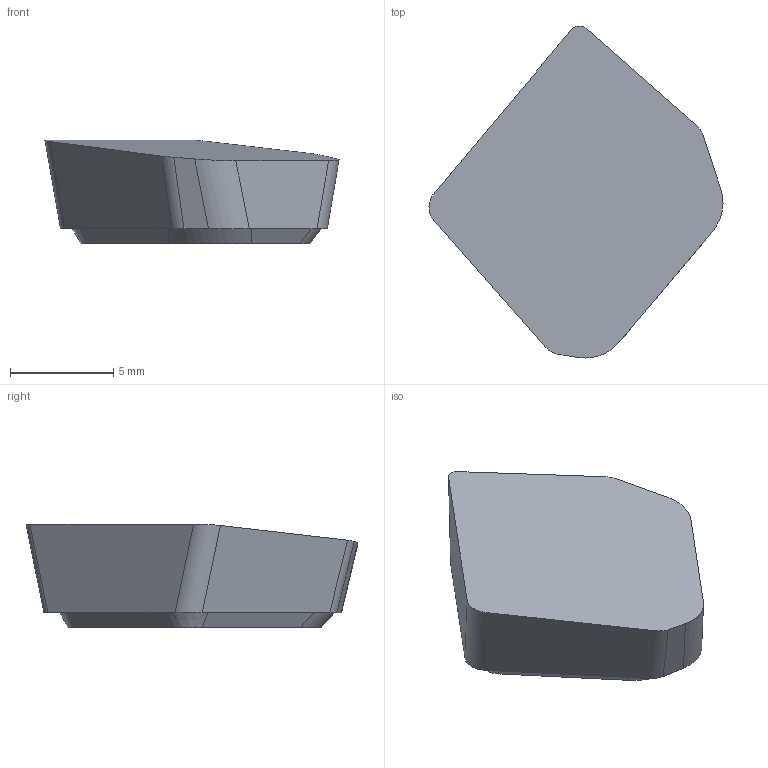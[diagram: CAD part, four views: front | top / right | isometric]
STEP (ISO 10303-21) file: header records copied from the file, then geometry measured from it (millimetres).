
FILE_DESCRIPTION(/* description */ (''),/* implementation_level */ '2;1');
FILE_NAME(/* name */ 'aaa332267_a.stp',/* time_stamp */ '2019-08-16T10:55:24+02:00',/* author */ (''),/* organization */ ('SMS'),/* preprocessor_version */ 'ST-DEVELOPER v16.7',/* originating_system */ 'SIEMENS PLM Software NX 12.0',/* authorisation */ '');
FILE_SCHEMA (('AUTOMOTIVE_DESIGN { 1 0 10303 214 3 1 1 1 }'));
Length unit declared in the file: millimetre
Products named in the file (1): AAA332267_A
Bounding box: 14.23 x 16.07 x 5.03 mm (x, y, z)
Volume: 542.4 mm3; surface area: 429.5 mm2
Topology: 1 solids, 1 shells, 24 faces, 64 edges, 45 vertices
Faces by surface type: plane 14, cylinder 8, cone 2
Entity records: 846 total; most frequent: CARTESIAN_POINT 171, DIRECTION 137, ORIENTED_EDGE 126, EDGE_CURVE 63, AXIS2_PLACEMENT_3D 47, LINE 43, VECTOR 43, VERTEX_POINT 42
